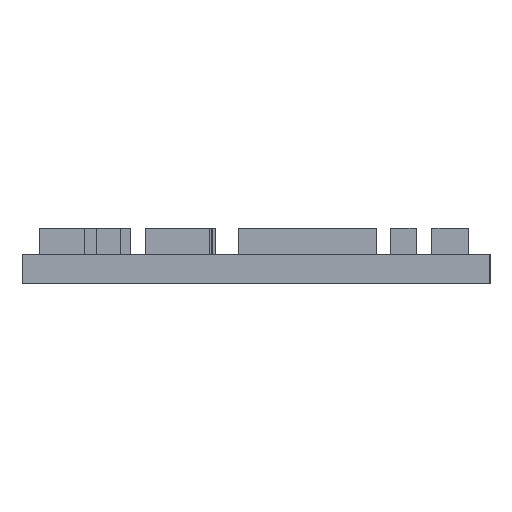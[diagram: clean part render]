
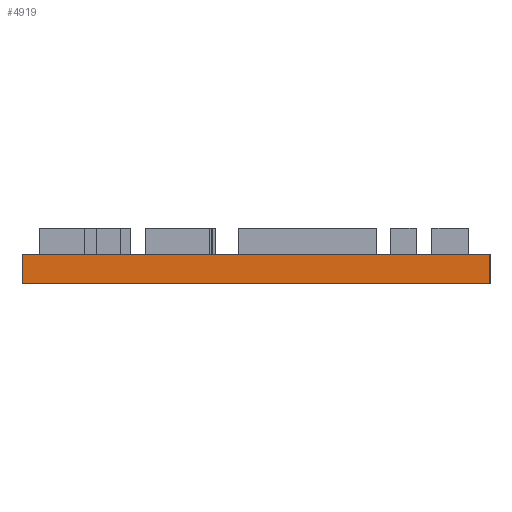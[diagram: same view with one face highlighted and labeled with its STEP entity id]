
A CAD part, left-side view. The second image highlights one B-rep face of the part: STEP entity #4919.
In plain terms, the highlighted planar face has unit normal (-1, 0, 0).
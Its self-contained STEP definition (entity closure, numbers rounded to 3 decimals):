
#3619=CARTESIAN_POINT('Vertex',(0.,0.,1.)) ;
#3635=CARTESIAN_POINT('Vertex',(0.,16.,1.)) ;
#3638=CARTESIAN_POINT('Line Origine',(0.,8.,1.)) ;
#4111=CARTESIAN_POINT('Line Origine',(0.,8.,0.)) ;
#4115=CARTESIAN_POINT('Vertex',(0.,16.,0.)) ;
#4117=CARTESIAN_POINT('Vertex',(0.,0.,0.)) ;
#4898=CARTESIAN_POINT('Axis2P3D Location',(0.,16.,0.)) ;
#4903=CARTESIAN_POINT('Line Origine',(0.,16.,0.5)) ;
#4908=CARTESIAN_POINT('Line Origine',(0.,0.,0.5)) ;
#3639=DIRECTION('Vector Direction',(0.,-1.,0.)) ;
#4112=DIRECTION('Vector Direction',(0.,-1.,0.)) ;
#4899=DIRECTION('Axis2P3D Direction',(-1.,0.,0.)) ;
#4900=DIRECTION('Axis2P3D XDirection',(0.,-1.,0.)) ;
#4904=DIRECTION('Vector Direction',(0.,0.,1.)) ;
#4909=DIRECTION('Vector Direction',(0.,0.,1.)) ;
#4901=AXIS2_PLACEMENT_3D('Plane Axis2P3D',#4898,#4899,#4900) ;
#4914=ORIENTED_EDGE('',*,*,#4907,.F.) ;
#4915=ORIENTED_EDGE('',*,*,#4119,.T.) ;
#4916=ORIENTED_EDGE('',*,*,#4912,.T.) ;
#4917=ORIENTED_EDGE('',*,*,#3642,.F.) ;
#3640=VECTOR('Line Direction',#3639,1.) ;
#4113=VECTOR('Line Direction',#4112,1.) ;
#4905=VECTOR('Line Direction',#4904,1.) ;
#4910=VECTOR('Line Direction',#4909,1.) ;
#4919=ADVANCED_FACE('PartBody',(#4918),#4902,.T.) ;
#3642=EDGE_CURVE('',#3636,#3620,#3641,.T.) ;
#4119=EDGE_CURVE('',#4116,#4118,#4114,.T.) ;
#4907=EDGE_CURVE('',#4116,#3636,#4906,.T.) ;
#4912=EDGE_CURVE('',#4118,#3620,#4911,.T.) ;
#4913=EDGE_LOOP('',(#4914,#4915,#4916,#4917)) ;
#4918=FACE_OUTER_BOUND('',#4913,.T.) ;
#3641=LINE('Line',#3638,#3640) ;
#4114=LINE('Line',#4111,#4113) ;
#4906=LINE('Line',#4903,#4905) ;
#4911=LINE('Line',#4908,#4910) ;
#4902=PLANE('Plane',#4901) ;
#3620=VERTEX_POINT('',#3619) ;
#3636=VERTEX_POINT('',#3635) ;
#4116=VERTEX_POINT('',#4115) ;
#4118=VERTEX_POINT('',#4117) ;
